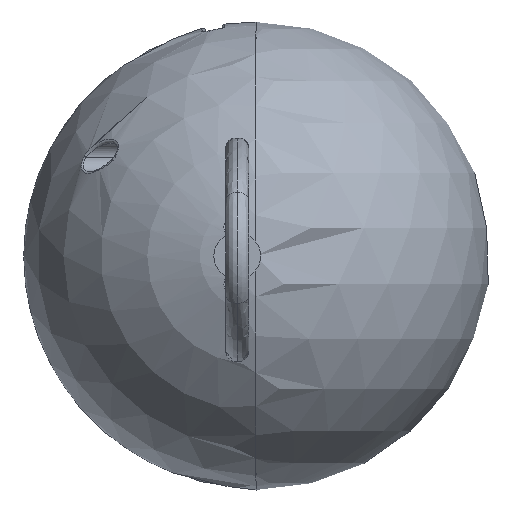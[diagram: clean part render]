
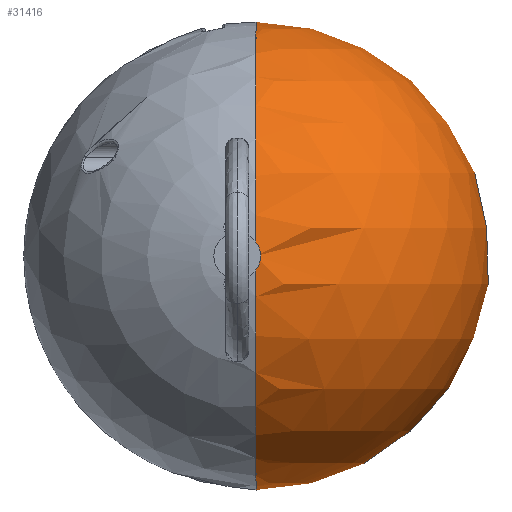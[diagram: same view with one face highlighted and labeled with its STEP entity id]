
A CAD part, left-side view. The second image highlights one B-rep face of the part: STEP entity #31416.
In plain terms, the highlighted spherical face has radius 25 mm.
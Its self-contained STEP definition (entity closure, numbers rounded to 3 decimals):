
#31381=CARTESIAN_POINT('',(0.,0.,0.));
#31382=DIRECTION('',(0.,-1.,0.));
#31383=DIRECTION('',(0.,0.,1.));
#31384=AXIS2_PLACEMENT_3D('',#31381,#31382,#31383);
#31386=CARTESIAN_POINT('',(0.,0.,0.));
#31387=DIRECTION('',(0.,1.,0.));
#31388=DIRECTION('',(0.,0.,1.));
#31389=AXIS2_PLACEMENT_3D('',#31386,#31387,#31388);
#31391=CARTESIAN_POINT('',(0.,0.,25.));
#31392=CARTESIAN_POINT('',(0.,0.,-25.));
#31393=VERTEX_POINT('',#31391);
#31394=VERTEX_POINT('',#31392);
#31407=CARTESIAN_POINT('',(0.,0.,0.));
#31408=DIRECTION('',(0.,0.,-1.));
#31409=DIRECTION('',(-1.,0.,0.));
#31410=AXIS2_PLACEMENT_3D('',#31407,#31408,#31409);
#31411=SPHERICAL_SURFACE('',#31410,25.);
#31412=ORIENTED_EDGE('',*,*,#31400,.F.);
#31413=ORIENTED_EDGE('',*,*,#31402,.T.);
#31414=EDGE_LOOP('',(#31412,#31413));
#31415=FACE_OUTER_BOUND('',#31414,.F.);
#31416=ADVANCED_FACE('',(#31415),#31411,.T.);
#31385=CIRCLE('',#31384,25.);
#31390=CIRCLE('',#31389,25.);
#31400=EDGE_CURVE('',#31393,#31394,#31385,.T.);
#31402=EDGE_CURVE('',#31393,#31394,#31390,.T.);
